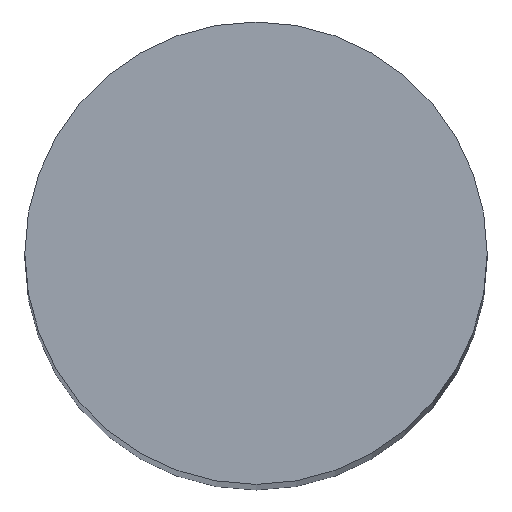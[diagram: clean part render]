
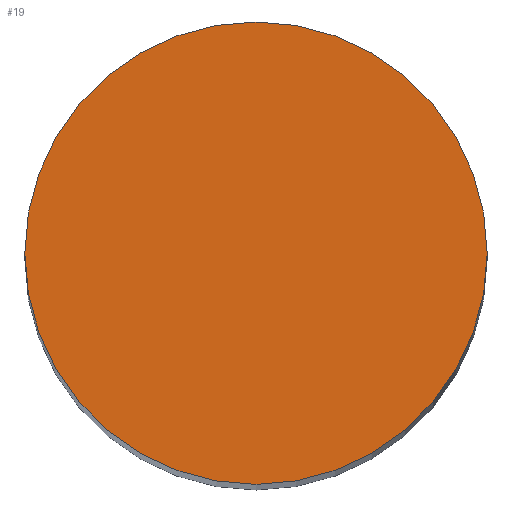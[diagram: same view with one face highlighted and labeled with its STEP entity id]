
A CAD part, top view. The second image highlights one B-rep face of the part: STEP entity #19.
In plain terms, the highlighted planar face has unit normal (0, 0, 1).
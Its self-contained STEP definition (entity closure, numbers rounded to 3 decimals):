
#1 = FACE_OUTER_BOUND ( 'NONE', #21, .T. ) ;
#12 = CARTESIAN_POINT ( 'NONE',  ( -8.5, 3., 0.5 ) ) ;
#13 = AXIS2_PLACEMENT_3D ( 'NONE', #12, #72, #138 ) ;
#19 = ADVANCED_FACE ( 'NONE', ( #1 ), #111, .T. ) ;
#21 = EDGE_LOOP ( 'NONE', ( #128, #102 ) ) ;
#22 = DIRECTION ( 'NONE',  ( 1., 0., 0. ) ) ;
#29 = CARTESIAN_POINT ( 'NONE',  ( -7., 3., 0.5 ) ) ;
#34 = DIRECTION ( 'NONE',  ( 1., 0., 0. ) ) ;
#42 = VERTEX_POINT ( 'NONE', #29 ) ;
#43 = CARTESIAN_POINT ( 'NONE',  ( -8.5, 3., 0.5 ) ) ;
#47 = AXIS2_PLACEMENT_3D ( 'NONE', #108, #94, #22 ) ;
#62 = CIRCLE ( 'NONE', #13, 1.5 ) ;
#72 = DIRECTION ( 'NONE',  ( 0., 0., 1. ) ) ;
#78 = EDGE_CURVE ( 'NONE', #90, #42, #62, .T. ) ;
#90 = VERTEX_POINT ( 'NONE', #103 ) ;
#92 = EDGE_CURVE ( 'NONE', #42, #90, #116, .T. ) ;
#94 = DIRECTION ( 'NONE',  ( 0., 0., 1. ) ) ;
#101 = DIRECTION ( 'NONE',  ( 0., 0., 1. ) ) ;
#102 = ORIENTED_EDGE ( 'NONE', *, *, #78, .T. ) ;
#103 = CARTESIAN_POINT ( 'NONE',  ( -10., 3., 0.5 ) ) ;
#108 = CARTESIAN_POINT ( 'NONE',  ( -8.5, 3., 0.5 ) ) ;
#111 = PLANE ( 'NONE',  #47 ) ;
#116 = CIRCLE ( 'NONE', #139, 1.5 ) ;
#128 = ORIENTED_EDGE ( 'NONE', *, *, #92, .T. ) ;
#138 = DIRECTION ( 'NONE',  ( 1., 0., 0. ) ) ;
#139 = AXIS2_PLACEMENT_3D ( 'NONE', #43, #101, #34 ) ;
